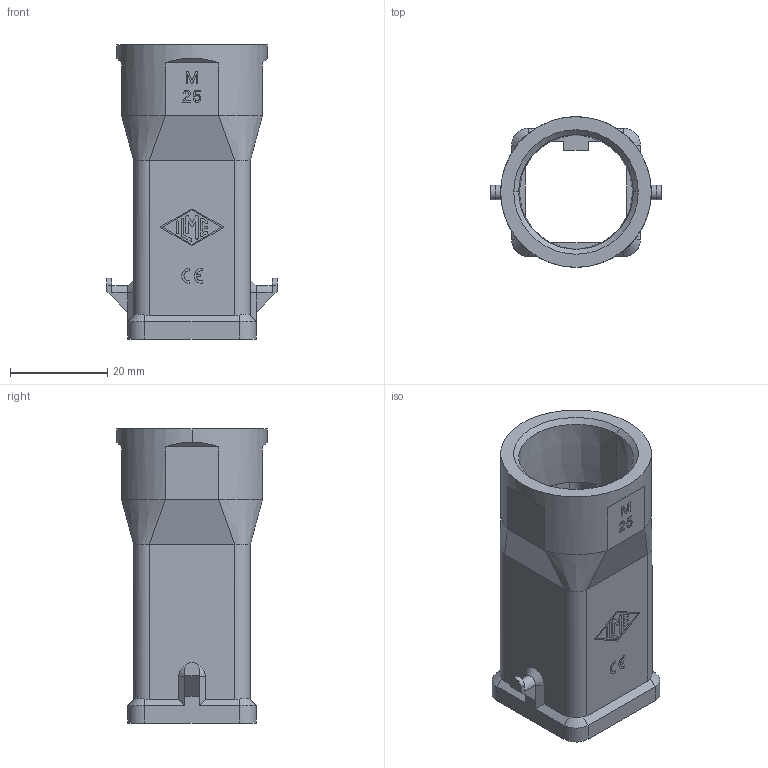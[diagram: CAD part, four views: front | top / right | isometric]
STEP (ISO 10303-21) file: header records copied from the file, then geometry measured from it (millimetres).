
FILE_DESCRIPTION(('Creo Elements/Direct Modeling STEP Export'),'2;1');
FILE_NAME('0ln7tug4kt5enag928','2018-09-26T10:58:58',(''),(''),'PTC Creo Elements/Direct Modeling STEP processor for AP214 (Solid Model)','PTC Creo Elements/Direct Modeling 19.0E 27-Jun-2016 (C) Parametric Technology GmbH','');
FILE_SCHEMA(('AUTOMOTIVE_DESIGN { 1 0 10303 214 1 1 1 1 }'));
Length unit declared in the file: millimetre
Products named in the file (2): MKG_VN25_Internet
Assembly tree (1 placements, depth 2):
  MKG_VN25_Internet
    MKG_VN25_Internet
Bounding box: 35 x 31 x 60.5 mm (x, y, z)
Volume: 11446.1 mm3; surface area: 11396.4 mm2
Topology: 1 solids, 1 shells, 123 faces, 479 edges, 371 vertices
Faces by surface type: plane 78, cylinder 28, cone 13, bspline 4
Entity records: 6590 total; most frequent: CARTESIAN_POINT 1516, ORIENTED_EDGE 958, DIRECTION 742, EDGE_CURVE 479, VERTEX_POINT 371, VECTOR 332, LINE 332, AXIS2_PLACEMENT_3D 205
